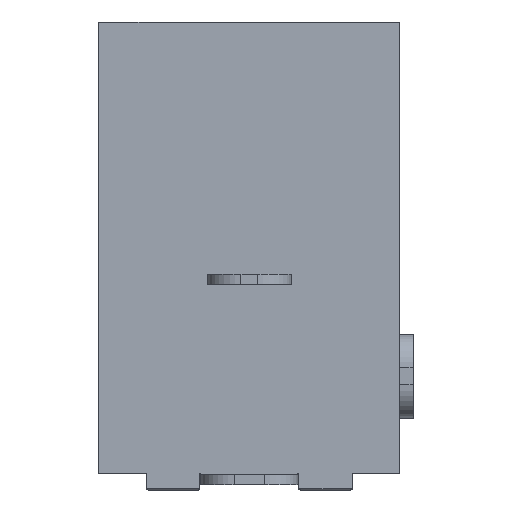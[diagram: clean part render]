
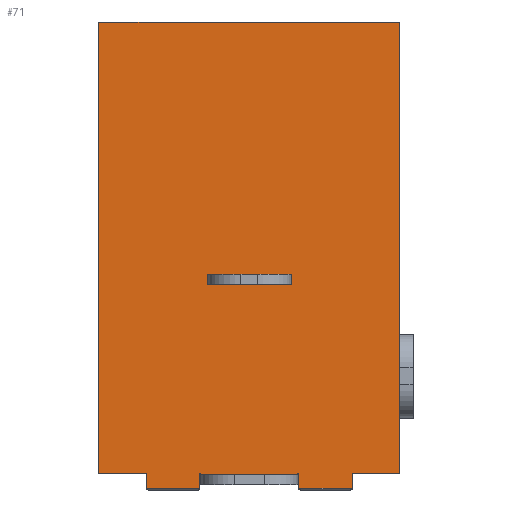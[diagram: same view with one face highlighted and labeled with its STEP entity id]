
A CAD part, front view. The second image highlights one B-rep face of the part: STEP entity #71.
In plain terms, the highlighted planar face has unit normal (0, -1, 0).
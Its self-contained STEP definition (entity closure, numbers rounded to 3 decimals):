
#71=ADVANCED_FACE('',(#182,#183),#184,.T.);
#182=FACE_OUTER_BOUND('',#354,.T.);
#183=FACE_BOUND('',#355,.T.);
#184=PLANE('',#356);
#354=EDGE_LOOP('',(#691,#692,#693,#694,#695,#696,#697,#698,#699,#700,#701,#702,#703,#704,#705,#706,#707,#708));
#355=EDGE_LOOP('',(#709,#710,#711,#712));
#356=AXIS2_PLACEMENT_3D('',#713,#714,#715);
#691=ORIENTED_EDGE('',*,*,#1225,.T.);
#692=ORIENTED_EDGE('',*,*,#1190,.T.);
#693=ORIENTED_EDGE('',*,*,#1226,.F.);
#694=ORIENTED_EDGE('',*,*,#1227,.F.);
#695=ORIENTED_EDGE('',*,*,#1228,.F.);
#696=ORIENTED_EDGE('',*,*,#1169,.F.);
#697=ORIENTED_EDGE('',*,*,#1175,.T.);
#698=ORIENTED_EDGE('',*,*,#1185,.F.);
#699=ORIENTED_EDGE('',*,*,#1229,.F.);
#700=ORIENTED_EDGE('',*,*,#1230,.F.);
#701=ORIENTED_EDGE('',*,*,#1231,.T.);
#702=ORIENTED_EDGE('',*,*,#1181,.F.);
#703=ORIENTED_EDGE('',*,*,#1203,.F.);
#704=ORIENTED_EDGE('',*,*,#1222,.F.);
#705=ORIENTED_EDGE('',*,*,#1232,.T.);
#706=ORIENTED_EDGE('',*,*,#1194,.T.);
#707=ORIENTED_EDGE('',*,*,#1233,.F.);
#708=ORIENTED_EDGE('',*,*,#1234,.F.);
#709=ORIENTED_EDGE('',*,*,#1235,.F.);
#710=ORIENTED_EDGE('',*,*,#1236,.F.);
#711=ORIENTED_EDGE('',*,*,#1237,.F.);
#712=ORIENTED_EDGE('',*,*,#1238,.F.);
#713=CARTESIAN_POINT('',(-4.5,-5.5,0.0));
#714=DIRECTION('',(0.0,-1.0,0.0));
#715=DIRECTION('',(0.0,0.0,-1.0));
#1169=EDGE_CURVE('',#1409,#1410,#1411,.T.);
#1175=EDGE_CURVE('',#1409,#1420,#1421,.T.);
#1181=EDGE_CURVE('',#1429,#1431,#1432,.T.);
#1185=EDGE_CURVE('',#1437,#1420,#1439,.T.);
#1190=EDGE_CURVE('',#1448,#1446,#1449,.T.);
#1194=EDGE_CURVE('',#1456,#1454,#1457,.T.);
#1203=EDGE_CURVE('',#1469,#1429,#1471,.T.);
#1222=EDGE_CURVE('',#1497,#1469,#1499,.T.);
#1225=EDGE_CURVE('',#1504,#1448,#1505,.T.);
#1226=EDGE_CURVE('',#1506,#1446,#1507,.T.);
#1227=EDGE_CURVE('',#1508,#1506,#1509,.T.);
#1228=EDGE_CURVE('',#1410,#1508,#1510,.T.);
#1229=EDGE_CURVE('',#1511,#1437,#1512,.T.);
#1230=EDGE_CURVE('',#1513,#1511,#1514,.T.);
#1231=EDGE_CURVE('',#1513,#1431,#1515,.T.);
#1232=EDGE_CURVE('',#1497,#1456,#1516,.T.);
#1233=EDGE_CURVE('',#1517,#1454,#1518,.T.);
#1234=EDGE_CURVE('',#1504,#1517,#1519,.T.);
#1235=EDGE_CURVE('',#1520,#1521,#1522,.T.);
#1236=EDGE_CURVE('',#1523,#1520,#1524,.T.);
#1237=EDGE_CURVE('',#1525,#1523,#1526,.T.);
#1238=EDGE_CURVE('',#1521,#1525,#1527,.T.);
#1409=VERTEX_POINT('',#1770);
#1410=VERTEX_POINT('',#1771);
#1411=LINE('',#1772,#1773);
#1420=VERTEX_POINT('',#1785);
#1421=LINE('',#1786,#1787);
#1429=VERTEX_POINT('',#1799);
#1431=VERTEX_POINT('',#1802);
#1432=LINE('',#1803,#1804);
#1437=VERTEX_POINT('',#1811);
#1439=LINE('',#1814,#1815);
#1446=VERTEX_POINT('',#1824);
#1448=VERTEX_POINT('',#1827);
#1449=LINE('',#1828,#1829);
#1454=VERTEX_POINT('',#1836);
#1456=VERTEX_POINT('',#1839);
#1457=LINE('',#1840,#1841);
#1469=VERTEX_POINT('',#1870);
#1471=LINE('',#1873,#1874);
#1497=VERTEX_POINT('',#1905);
#1499=LINE('',#1908,#1909);
#1504=VERTEX_POINT('',#1914);
#1505=LINE('',#1915,#1916);
#1506=VERTEX_POINT('',#1917);
#1507=LINE('',#1918,#1919);
#1508=VERTEX_POINT('',#1920);
#1509=LINE('',#1921,#1922);
#1510=LINE('',#1923,#1924);
#1511=VERTEX_POINT('',#1925);
#1512=LINE('',#1926,#1927);
#1513=VERTEX_POINT('',#1928);
#1514=LINE('',#1929,#1930);
#1515=LINE('',#1931,#1932);
#1516=LINE('',#1933,#1934);
#1517=VERTEX_POINT('',#1935);
#1518=LINE('',#1936,#1937);
#1519=LINE('',#1938,#1939);
#1520=VERTEX_POINT('',#1940);
#1521=VERTEX_POINT('',#1941);
#1522=LINE('',#1942,#1943);
#1523=VERTEX_POINT('',#1944);
#1524=LINE('',#1945,#1946);
#1525=VERTEX_POINT('',#1947);
#1526=LINE('',#1948,#1949);
#1527=LINE('',#1950,#1951);
#1770=CARTESIAN_POINT('',(-4.5,-5.5,0.0));
#1771=CARTESIAN_POINT('',(4.5,-5.5,0.0));
#1772=CARTESIAN_POINT('',(-4.5,-5.5,0.0));
#1773=VECTOR('',#2319,9.0);
#1785=CARTESIAN_POINT('',(-4.5,-5.5,-13.5));
#1786=CARTESIAN_POINT('',(-4.5,-5.5,0.0));
#1787=VECTOR('',#2329,13.5);
#1799=CARTESIAN_POINT('',(-1.45,-5.5,-13.5));
#1802=CARTESIAN_POINT('',(-1.48,-5.5,-13.5));
#1803=CARTESIAN_POINT('',(-1.45,-5.5,-13.5));
#1804=VECTOR('',#2335,0.03);
#1811=CARTESIAN_POINT('',(-3.08,-5.5,-13.5));
#1814=CARTESIAN_POINT('',(-3.08,-5.5,-13.5));
#1815=VECTOR('',#2339,1.42);
#1824=CARTESIAN_POINT('',(4.5,-5.5,-13.5));
#1827=CARTESIAN_POINT('',(3.08,-5.5,-13.5));
#1828=CARTESIAN_POINT('',(3.08,-5.5,-13.5));
#1829=VECTOR('',#2346,1.42);
#1836=CARTESIAN_POINT('',(1.48,-5.5,-13.5));
#1839=CARTESIAN_POINT('',(1.45,-5.5,-13.5));
#1840=CARTESIAN_POINT('',(1.45,-5.5,-13.5));
#1841=VECTOR('',#2350,0.03);
#1870=CARTESIAN_POINT('',(-1.45,-5.5,-13.55));
#1873=CARTESIAN_POINT('',(-1.45,-5.5,-13.55));
#1874=VECTOR('',#2361,0.05);
#1905=CARTESIAN_POINT('',(1.45,-5.5,-13.55));
#1908=CARTESIAN_POINT('',(1.45,-5.5,-13.55));
#1909=VECTOR('',#2404,2.9);
#1914=CARTESIAN_POINT('',(3.08,-5.5,-13.95));
#1915=CARTESIAN_POINT('',(3.08,-5.5,-13.95));
#1916=VECTOR('',#2411,0.45);
#1917=CARTESIAN_POINT('',(4.5,-5.5,-11.85));
#1918=CARTESIAN_POINT('',(4.5,-5.5,-11.85));
#1919=VECTOR('',#2412,1.65);
#1920=CARTESIAN_POINT('',(4.5,-5.5,-9.35));
#1921=CARTESIAN_POINT('',(4.5,-5.5,-9.35));
#1922=VECTOR('',#2413,2.5);
#1923=CARTESIAN_POINT('',(4.5,-5.5,0.0));
#1924=VECTOR('',#2414,9.35);
#1925=CARTESIAN_POINT('',(-3.08,-5.5,-13.95));
#1926=CARTESIAN_POINT('',(-3.08,-5.5,-13.95));
#1927=VECTOR('',#2415,0.45);
#1928=CARTESIAN_POINT('',(-1.48,-5.5,-13.95));
#1929=CARTESIAN_POINT('',(-1.48,-5.5,-13.95));
#1930=VECTOR('',#2416,1.6);
#1931=CARTESIAN_POINT('',(-1.48,-5.5,-13.95));
#1932=VECTOR('',#2417,0.45);
#1933=CARTESIAN_POINT('',(1.45,-5.5,-13.55));
#1934=VECTOR('',#2418,0.05);
#1935=CARTESIAN_POINT('',(1.48,-5.5,-13.95));
#1936=CARTESIAN_POINT('',(1.48,-5.5,-13.95));
#1937=VECTOR('',#2419,0.45);
#1938=CARTESIAN_POINT('',(3.08,-5.5,-13.95));
#1939=VECTOR('',#2420,1.6);
#1940=CARTESIAN_POINT('',(-1.25,-5.5,-7.85));
#1941=CARTESIAN_POINT('',(1.25,-5.5,-7.85));
#1942=CARTESIAN_POINT('',(-1.25,-5.5,-7.85));
#1943=VECTOR('',#2421,2.5);
#1944=CARTESIAN_POINT('',(-1.25,-5.5,-7.55));
#1945=CARTESIAN_POINT('',(-1.25,-5.5,-7.55));
#1946=VECTOR('',#2422,0.3);
#1947=CARTESIAN_POINT('',(1.25,-5.5,-7.55));
#1948=CARTESIAN_POINT('',(1.25,-5.5,-7.55));
#1949=VECTOR('',#2423,2.5);
#1950=CARTESIAN_POINT('',(1.25,-5.5,-7.85));
#1951=VECTOR('',#2424,0.3);
#2319=DIRECTION('',(1.0,0.0,0.0));
#2329=DIRECTION('',(0.0,0.0,-1.0));
#2335=DIRECTION('',(-1.0,0.0,0.0));
#2339=DIRECTION('',(-1.0,0.0,0.0));
#2346=DIRECTION('',(1.0,0.0,0.0));
#2350=DIRECTION('',(1.0,0.0,0.0));
#2361=DIRECTION('',(0.0,0.0,1.0));
#2404=DIRECTION('',(-1.0,0.0,0.0));
#2411=DIRECTION('',(0.0,0.0,1.0));
#2412=DIRECTION('',(0.0,0.0,-1.0));
#2413=DIRECTION('',(0.0,0.0,-1.0));
#2414=DIRECTION('',(0.0,0.0,-1.0));
#2415=DIRECTION('',(0.0,0.0,1.0));
#2416=DIRECTION('',(-1.0,0.0,0.0));
#2417=DIRECTION('',(0.0,0.0,1.0));
#2418=DIRECTION('',(0.0,0.0,1.0));
#2419=DIRECTION('',(0.0,0.0,1.0));
#2420=DIRECTION('',(-1.0,0.0,0.0));
#2421=DIRECTION('',(1.0,0.0,0.0));
#2422=DIRECTION('',(0.0,0.0,-1.0));
#2423=DIRECTION('',(-1.0,0.0,0.0));
#2424=DIRECTION('',(0.0,0.0,1.0));
